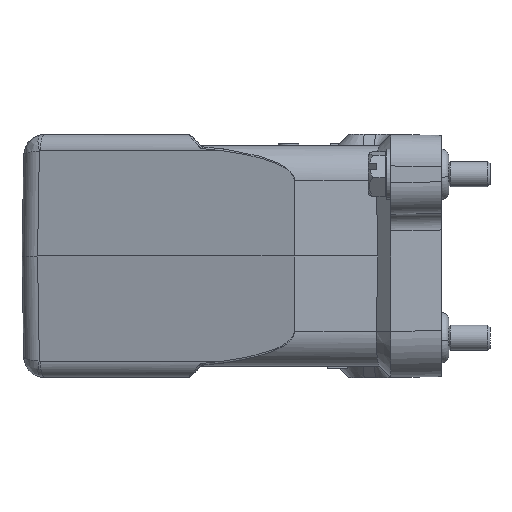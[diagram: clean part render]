
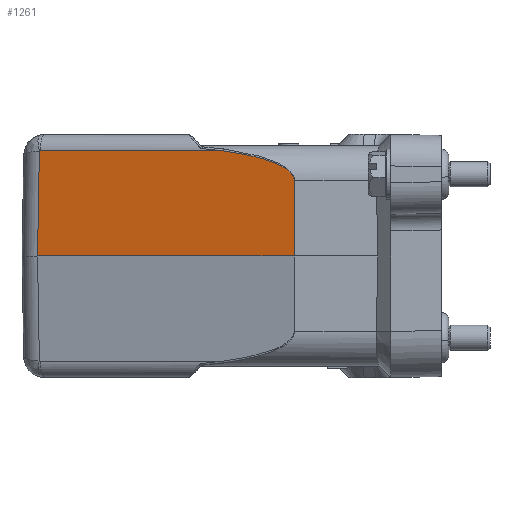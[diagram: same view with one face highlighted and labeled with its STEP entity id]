
A CAD part, left-side view. The second image highlights one B-rep face of the part: STEP entity #1261.
In plain terms, the highlighted planar face has unit normal (-0.966, 0.259, 0.018).
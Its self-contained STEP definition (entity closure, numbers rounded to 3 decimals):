
#461=B_SPLINE_CURVE_WITH_KNOTS('',3,(#14230,#14231,#14232,#14233),
 .UNSPECIFIED.,.F.,.F.,(4,4),(0.,1.),.UNSPECIFIED.);
#504=B_SPLINE_CURVE_WITH_KNOTS('',3,(#14870,#14871,#14872,#14873,#14874,
#14875,#14876,#14877,#14878,#14879,#14880,#14881,#14882,#14883,#14884,#14885,
#14886,#14887,#14888,#14889,#14890,#14891,#14892,#14893,#14894,#14895,#14896,
#14897,#14898,#14899,#14900,#14901,#14902,#14903,#14904,#14905,#14906,#14907,
#14908,#14909,#14910,#14911,#14912,#14913),.UNSPECIFIED.,.F.,.F.,(4,2,1,
1,1,1,2,2,1,1,1,1,1,2,2,1,1,1,1,1,1,2,2,1,1,1,1,1,1,1,2,2,4),(0.,0.125,
0.156,0.172,0.18,0.184,
0.186,0.188,0.219,0.234,
0.242,0.246,0.248,0.249,
0.25,0.375,0.438,0.469,
0.484,0.492,0.496,0.498,
0.5,0.625,0.688,0.719,
0.734,0.742,0.746,0.748,
0.749,0.75,1.),.UNSPECIFIED.);
#836=PLANE('',#8906);
#1261=ADVANCED_FACE('NONE',(#1876),#836,.T.);
#1876=FACE_OUTER_BOUND('',#2376,.T.);
#2376=EDGE_LOOP('',(#4103,#4104,#4105,#4106,#4107,#4108));
#4103=ORIENTED_EDGE('',*,*,#6686,.F.);
#4104=ORIENTED_EDGE('',*,*,#6756,.T.);
#4105=ORIENTED_EDGE('',*,*,#6824,.F.);
#4106=ORIENTED_EDGE('',*,*,#6821,.T.);
#4107=ORIENTED_EDGE('',*,*,#6753,.T.);
#4108=ORIENTED_EDGE('',*,*,#6754,.T.);
#5677=VERTEX_POINT('',#14229);
#5678=VERTEX_POINT('',#14234);
#5716=VERTEX_POINT('',#14802);
#5718=VERTEX_POINT('',#14840);
#5719=VERTEX_POINT('',#15008);
#5761=VERTEX_POINT('',#15465);
#6686=EDGE_CURVE('NONE',#5677,#5678,#461,.T.);
#6753=EDGE_CURVE('NONE',#5718,#5716,#504,.T.);
#6754=EDGE_CURVE('NONE',#5716,#5678,#7634,.T.);
#6756=EDGE_CURVE('NONE',#5677,#5719,#7635,.T.);
#6821=EDGE_CURVE('NONE',#5761,#5718,#7657,.T.);
#6824=EDGE_CURVE('NONE',#5761,#5719,#7658,.T.);
#7634=LINE('',#15002,#8276);
#7635=LINE('',#15009,#8277);
#7657=LINE('',#15464,#8299);
#7658=LINE('',#15476,#8300);
#8276=VECTOR('',#10099,1.);
#8277=VECTOR('',#10102,1.);
#8299=VECTOR('',#10176,1.);
#8300=VECTOR('',#10179,1.);
#8906=AXIS2_PLACEMENT_3D('',#15477,#10180,#10181);
#10099=DIRECTION('',(0.259,0.966,0.));
#10102=DIRECTION('',(-0.013,0.017,-1.));
#10176=DIRECTION('',(0.017,-0.002,1.));
#10179=DIRECTION('',(0.259,0.966,0.));
#10180=DIRECTION('',(-0.966,0.259,0.017));
#10181=DIRECTION('',(-0.259,-0.966,0.));
#14229=CARTESIAN_POINT('',(-28.241,95.857,25.04));
#14230=CARTESIAN_POINT('',(-28.241,95.857,25.04));
#14231=CARTESIAN_POINT('',(-28.262,95.778,25.06));
#14232=CARTESIAN_POINT('',(-28.283,95.697,25.07));
#14233=CARTESIAN_POINT('',(-28.305,95.615,25.07));
#14234=CARTESIAN_POINT('',(-28.305,95.615,25.07));
#14802=CARTESIAN_POINT('',(-40.029,51.861,25.07));
#14840=CARTESIAN_POINT('',(-44.67,35.022,17.948));
#14870=CARTESIAN_POINT('',(-44.67,35.022,17.948));
#14871=CARTESIAN_POINT('',(-44.661,35.022,18.453));
#14872=CARTESIAN_POINT('',(-44.605,35.197,18.952));
#14873=CARTESIAN_POINT('',(-44.477,35.634,19.566));
#14874=CARTESIAN_POINT('',(-44.434,35.782,19.75));
#14875=CARTESIAN_POINT('',(-44.376,35.982,19.962));
#14876=CARTESIAN_POINT('',(-44.345,36.09,20.068));
#14877=CARTESIAN_POINT('',(-44.329,36.145,20.121));
#14878=CARTESIAN_POINT('',(-44.323,36.17,20.143));
#14879=CARTESIAN_POINT('',(-44.318,36.186,20.158));
#14880=CARTESIAN_POINT('',(-44.315,36.195,20.167));
#14881=CARTESIAN_POINT('',(-44.28,36.32,20.282));
#14882=CARTESIAN_POINT('',(-44.226,36.508,20.442));
#14883=CARTESIAN_POINT('',(-44.159,36.746,20.625));
#14884=CARTESIAN_POINT('',(-44.125,36.87,20.715));
#14885=CARTESIAN_POINT('',(-44.107,36.933,20.76));
#14886=CARTESIAN_POINT('',(-44.098,36.965,20.782));
#14887=CARTESIAN_POINT('',(-44.094,36.979,20.792));
#14888=CARTESIAN_POINT('',(-44.091,36.988,20.798));
#14889=CARTESIAN_POINT('',(-44.09,36.993,20.802));
#14890=CARTESIAN_POINT('',(-43.958,37.463,21.128));
#14891=CARTESIAN_POINT('',(-43.733,38.273,21.597));
#14892=CARTESIAN_POINT('',(-43.417,39.415,22.115));
#14893=CARTESIAN_POINT('',(-43.247,40.035,22.366));
#14894=CARTESIAN_POINT('',(-43.158,40.357,22.49));
#14895=CARTESIAN_POINT('',(-43.113,40.521,22.552));
#14896=CARTESIAN_POINT('',(-43.09,40.604,22.583));
#14897=CARTESIAN_POINT('',(-43.081,40.639,22.596));
#14898=CARTESIAN_POINT('',(-43.074,40.663,22.604));
#14899=CARTESIAN_POINT('',(-43.07,40.677,22.609));
#14900=CARTESIAN_POINT('',(-42.888,41.339,22.852));
#14901=CARTESIAN_POINT('',(-42.602,42.387,23.192));
#14902=CARTESIAN_POINT('',(-42.235,43.729,23.56));
#14903=CARTESIAN_POINT('',(-42.044,44.431,23.737));
#14904=CARTESIAN_POINT('',(-41.946,44.789,23.823));
#14905=CARTESIAN_POINT('',(-41.897,44.97,23.866));
#14906=CARTESIAN_POINT('',(-41.872,45.061,23.887));
#14907=CARTESIAN_POINT('',(-41.86,45.107,23.897));
#14908=CARTESIAN_POINT('',(-41.855,45.126,23.902));
#14909=CARTESIAN_POINT('',(-41.851,45.139,23.905));
#14910=CARTESIAN_POINT('',(-41.85,45.145,23.906));
#14911=CARTESIAN_POINT('',(-41.294,47.186,24.378));
#14912=CARTESIAN_POINT('',(-40.688,49.422,24.765));
#14913=CARTESIAN_POINT('',(-40.029,51.861,25.07));
#15002=CARTESIAN_POINT('',(-27.161,99.887,25.07));
#15008=CARTESIAN_POINT('',(-28.576,96.295,0.));
#15009=CARTESIAN_POINT('',(-28.241,95.857,25.04));
#15464=CARTESIAN_POINT('',(-44.983,35.064,0.));
#15465=CARTESIAN_POINT('',(-44.983,35.064,0.));
#15476=CARTESIAN_POINT('',(-27.583,100.,0.));
#15477=CARTESIAN_POINT('',(-27.583,100.,0.));
